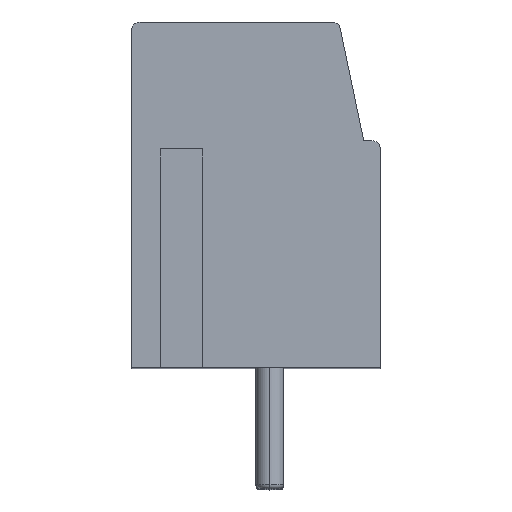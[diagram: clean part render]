
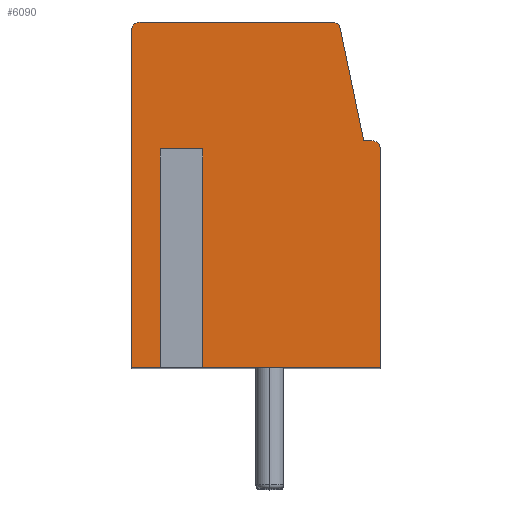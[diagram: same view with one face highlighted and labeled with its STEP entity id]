
A CAD part, top view. The second image highlights one B-rep face of the part: STEP entity #6090.
In plain terms, the highlighted planar face has unit normal (0, 0, 1).
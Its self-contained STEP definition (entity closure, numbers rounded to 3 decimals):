
#13 = EDGE_CURVE ( 'NONE', #4667, #5337, #5620, .T. ) ;
#45 = LINE ( 'NONE', #4181, #2611 ) ;
#157 = DIRECTION ( 'NONE',  ( -1., 0., 0. ) ) ;
#191 = DIRECTION ( 'NONE',  ( 0.205, -0.979, 0. ) ) ;
#200 = ORIENTED_EDGE ( 'NONE', *, *, #1853, .T. ) ;
#226 = LINE ( 'NONE', #1800, #3276 ) ;
#356 = CARTESIAN_POINT ( 'NONE',  ( 1.45, 7.9, 22.5 ) ) ;
#420 = VECTOR ( 'NONE', #5483, 1000. ) ;
#449 = CARTESIAN_POINT ( 'NONE',  ( 7.256, 12.2, 22.5 ) ) ;
#513 = DIRECTION ( 'NONE',  ( -1., 0., 0. ) ) ;
#562 = CARTESIAN_POINT ( 'NONE',  ( 7.55, 12.261, 22.5 ) ) ;
#599 = VERTEX_POINT ( 'NONE', #3280 ) ;
#660 = EDGE_CURVE ( 'NONE', #6182, #3596, #999, .T. ) ;
#998 = DIRECTION ( 'NONE',  ( 0., 0., 1. ) ) ;
#999 = LINE ( 'NONE', #6698, #3809 ) ;
#1141 = LINE ( 'NONE', #6344, #6573 ) ;
#1180 = LINE ( 'NONE', #4258, #2761 ) ;
#1188 = LINE ( 'NONE', #4332, #1662 ) ;
#1333 = CARTESIAN_POINT ( 'NONE',  ( 7.256, 12.5, 22.5 ) ) ;
#1367 = CARTESIAN_POINT ( 'NONE',  ( 9., 8.2, 22.5 ) ) ;
#1481 = ORIENTED_EDGE ( 'NONE', *, *, #6408, .F. ) ;
#1570 = CARTESIAN_POINT ( 'NONE',  ( 8.4, 8.2, 22.5 ) ) ;
#1574 = CARTESIAN_POINT ( 'NONE',  ( 8.7, 8.2, 22.5 ) ) ;
#1596 = DIRECTION ( 'NONE',  ( 0., 1., 0. ) ) ;
#1662 = VECTOR ( 'NONE', #1596, 1000. ) ;
#1715 = CARTESIAN_POINT ( 'NONE',  ( 9., 12.5, 22.5 ) ) ;
#1797 = LINE ( 'NONE', #4355, #4491 ) ;
#1800 = CARTESIAN_POINT ( 'NONE',  ( 9., 0., 22.5 ) ) ;
#1853 = EDGE_CURVE ( 'NONE', #2429, #6039, #5311, .T. ) ;
#1868 = CARTESIAN_POINT ( 'NONE',  ( 0., 12.2, 22.5 ) ) ;
#1902 = LINE ( 'NONE', #6210, #420 ) ;
#1966 = DIRECTION ( 'NONE',  ( 0., -1., 0. ) ) ;
#1993 = ORIENTED_EDGE ( 'NONE', *, *, #4665, .F. ) ;
#2087 = DIRECTION ( 'NONE',  ( 0., 0., 1. ) ) ;
#2275 = ORIENTED_EDGE ( 'NONE', *, *, #13, .T. ) ;
#2341 = DIRECTION ( 'NONE',  ( -1., 0., 0. ) ) ;
#2423 = CARTESIAN_POINT ( 'NONE',  ( 0., 0., 22.5 ) ) ;
#2429 = VERTEX_POINT ( 'NONE', #562 ) ;
#2430 = EDGE_LOOP ( 'NONE', ( #2820, #5506, #6778, #6719, #6421, #4090, #200, #1481, #2275, #1993, #3754, #3219, #5970 ) ) ;
#2611 = VECTOR ( 'NONE', #5292, 1000. ) ;
#2761 = VECTOR ( 'NONE', #5336, 1000. ) ;
#2820 = ORIENTED_EDGE ( 'NONE', *, *, #4998, .T. ) ;
#2926 = PLANE ( 'NONE',  #5259 ) ;
#2967 = CARTESIAN_POINT ( 'NONE',  ( 9., 0., 22.5 ) ) ;
#2999 = VERTEX_POINT ( 'NONE', #2423 ) ;
#3144 = EDGE_CURVE ( 'NONE', #5124, #3596, #3372, .T. ) ;
#3177 = CARTESIAN_POINT ( 'NONE',  ( 2.15, 7.9, 22.5 ) ) ;
#3219 = ORIENTED_EDGE ( 'NONE', *, *, #6272, .F. ) ;
#3276 = VECTOR ( 'NONE', #157, 1000. ) ;
#3280 = CARTESIAN_POINT ( 'NONE',  ( 1.45, 0., 22.5 ) ) ;
#3295 = CARTESIAN_POINT ( 'NONE',  ( 0.3, 12.5, 22.5 ) ) ;
#3372 = CIRCLE ( 'NONE', #5087, 0.3 ) ;
#3568 = AXIS2_PLACEMENT_3D ( 'NONE', #5712, #2087, #513 ) ;
#3596 = VERTEX_POINT ( 'NONE', #1574 ) ;
#3624 = LINE ( 'NONE', #356, #6708 ) ;
#3736 = EDGE_CURVE ( 'NONE', #4573, #5201, #45, .T. ) ;
#3750 = DIRECTION ( 'NONE',  ( -1., 0., 0. ) ) ;
#3754 = ORIENTED_EDGE ( 'NONE', *, *, #3844, .F. ) ;
#3795 = DIRECTION ( 'NONE',  ( 1., 0., 0. ) ) ;
#3809 = VECTOR ( 'NONE', #5674, 1000. ) ;
#3844 = EDGE_CURVE ( 'NONE', #599, #2999, #226, .T. ) ;
#3902 = VERTEX_POINT ( 'NONE', #4101 ) ;
#3935 = FACE_OUTER_BOUND ( 'NONE', #2430, .T. ) ;
#4090 = ORIENTED_EDGE ( 'NONE', *, *, #5293, .F. ) ;
#4101 = CARTESIAN_POINT ( 'NONE',  ( 1.45, 7.9, 22.5 ) ) ;
#4140 = AXIS2_PLACEMENT_3D ( 'NONE', #449, #5209, #5718 ) ;
#4177 = CARTESIAN_POINT ( 'NONE',  ( 2.15, 0., 22.5 ) ) ;
#4181 = CARTESIAN_POINT ( 'NONE',  ( 9., 0., 22.5 ) ) ;
#4258 = CARTESIAN_POINT ( 'NONE',  ( 2.15, 7.9, 22.5 ) ) ;
#4332 = CARTESIAN_POINT ( 'NONE',  ( 0., 8.2, 22.5 ) ) ;
#4348 = VERTEX_POINT ( 'NONE', #3177 ) ;
#4355 = CARTESIAN_POINT ( 'NONE',  ( 8.425, 8.08, 22.5 ) ) ;
#4363 = CARTESIAN_POINT ( 'NONE',  ( 9., 7.9, 22.5 ) ) ;
#4442 = DIRECTION ( 'NONE',  ( 0., 0., -1. ) ) ;
#4491 = VECTOR ( 'NONE', #191, 1000. ) ;
#4541 = EDGE_CURVE ( 'NONE', #5124, #4573, #1902, .T. ) ;
#4573 = VERTEX_POINT ( 'NONE', #2967 ) ;
#4665 = EDGE_CURVE ( 'NONE', #2999, #5337, #1188, .T. ) ;
#4667 = VERTEX_POINT ( 'NONE', #3295 ) ;
#4728 = CARTESIAN_POINT ( 'NONE',  ( 8.7, 7.9, 22.5 ) ) ;
#4917 = EDGE_CURVE ( 'NONE', #4348, #3902, #1141, .T. ) ;
#4998 = EDGE_CURVE ( 'NONE', #4348, #5201, #1180, .T. ) ;
#5028 = VECTOR ( 'NONE', #3795, 1000. ) ;
#5087 = AXIS2_PLACEMENT_3D ( 'NONE', #4728, #998, #6795 ) ;
#5124 = VERTEX_POINT ( 'NONE', #4363 ) ;
#5201 = VERTEX_POINT ( 'NONE', #4177 ) ;
#5209 = DIRECTION ( 'NONE',  ( 0., 0., 1. ) ) ;
#5259 = AXIS2_PLACEMENT_3D ( 'NONE', #1367, #4442, #2341 ) ;
#5292 = DIRECTION ( 'NONE',  ( -1., 0., 0. ) ) ;
#5293 = EDGE_CURVE ( 'NONE', #2429, #6182, #1797, .T. ) ;
#5311 = CIRCLE ( 'NONE', #4140, 0.3 ) ;
#5336 = DIRECTION ( 'NONE',  ( 0., -1., 0. ) ) ;
#5337 = VERTEX_POINT ( 'NONE', #1868 ) ;
#5483 = DIRECTION ( 'NONE',  ( 0., -1., 0. ) ) ;
#5506 = ORIENTED_EDGE ( 'NONE', *, *, #3736, .F. ) ;
#5620 = CIRCLE ( 'NONE', #3568, 0.3 ) ;
#5674 = DIRECTION ( 'NONE',  ( 1., 0., 0. ) ) ;
#5712 = CARTESIAN_POINT ( 'NONE',  ( 0.3, 12.2, 22.5 ) ) ;
#5718 = DIRECTION ( 'NONE',  ( -1., 0., 0. ) ) ;
#5970 = ORIENTED_EDGE ( 'NONE', *, *, #4917, .F. ) ;
#6039 = VERTEX_POINT ( 'NONE', #1333 ) ;
#6090 = ADVANCED_FACE ( 'NONE', ( #3935 ), #2926, .F. ) ;
#6182 = VERTEX_POINT ( 'NONE', #1570 ) ;
#6210 = CARTESIAN_POINT ( 'NONE',  ( 9., 8.2, 22.5 ) ) ;
#6272 = EDGE_CURVE ( 'NONE', #3902, #599, #3624, .T. ) ;
#6344 = CARTESIAN_POINT ( 'NONE',  ( 2.15, 7.9, 22.5 ) ) ;
#6394 = LINE ( 'NONE', #1715, #5028 ) ;
#6408 = EDGE_CURVE ( 'NONE', #4667, #6039, #6394, .T. ) ;
#6421 = ORIENTED_EDGE ( 'NONE', *, *, #660, .F. ) ;
#6573 = VECTOR ( 'NONE', #3750, 1000. ) ;
#6698 = CARTESIAN_POINT ( 'NONE',  ( 9., 8.2, 22.5 ) ) ;
#6708 = VECTOR ( 'NONE', #1966, 1000. ) ;
#6719 = ORIENTED_EDGE ( 'NONE', *, *, #3144, .T. ) ;
#6778 = ORIENTED_EDGE ( 'NONE', *, *, #4541, .F. ) ;
#6795 = DIRECTION ( 'NONE',  ( -1., 0., 0. ) ) ;
